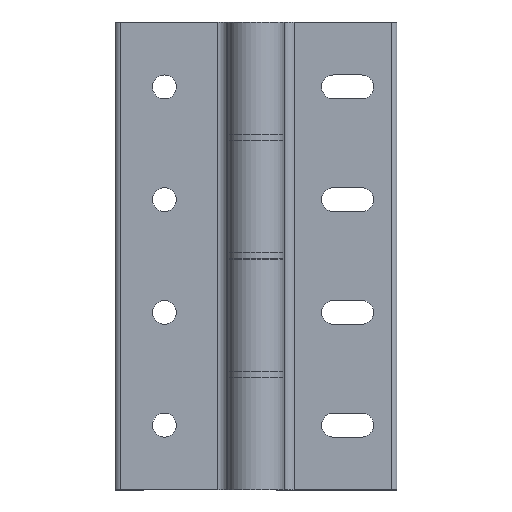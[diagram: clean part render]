
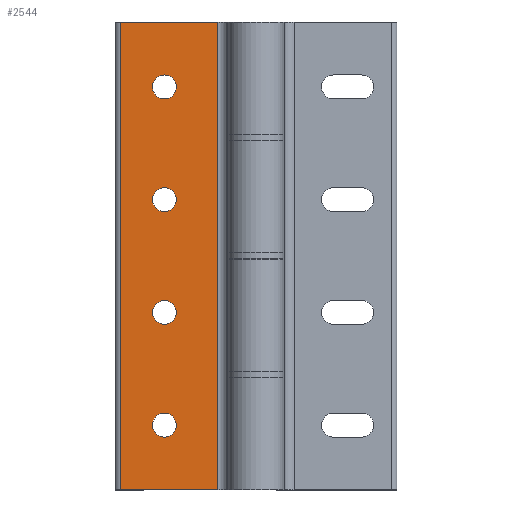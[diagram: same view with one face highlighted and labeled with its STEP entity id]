
A CAD part, top view. The second image highlights one B-rep face of the part: STEP entity #2544.
In plain terms, the highlighted planar face has unit normal (0, 0, 1).
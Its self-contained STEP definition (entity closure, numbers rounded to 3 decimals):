
#1786=CARTESIAN_POINT('',(16.75,-20.0,-6.));
#1787=VERTEX_POINT('',#1786);
#1788=CARTESIAN_POINT('',(12.5,-20.0,-6.));
#1789=DIRECTION('',(0.0,0.0,-1.0));
#1790=DIRECTION('',(-1.0,0.0,0.0));
#1791=AXIS2_PLACEMENT_3D('',#1788,#1789,#1790);
#1792=CIRCLE('',#1791,4.25);
#1793=EDGE_CURVE('',#1787,#1787,#1792,.T.);
#1814=CARTESIAN_POINT('',(16.75,60.0,-6.));
#1815=VERTEX_POINT('',#1814);
#1816=CARTESIAN_POINT('',(12.5,60.0,-6.));
#1817=DIRECTION('',(0.0,0.0,-1.0));
#1818=DIRECTION('',(-1.0,0.0,0.0));
#1819=AXIS2_PLACEMENT_3D('',#1816,#1817,#1818);
#1820=CIRCLE('',#1819,4.25);
#1821=EDGE_CURVE('',#1815,#1815,#1820,.T.);
#1842=CARTESIAN_POINT('',(16.75,20.0,-6.));
#1843=VERTEX_POINT('',#1842);
#1844=CARTESIAN_POINT('',(12.5,20.0,-6.));
#1845=DIRECTION('',(0.0,0.0,-1.0));
#1846=DIRECTION('',(-1.0,0.0,0.0));
#1847=AXIS2_PLACEMENT_3D('',#1844,#1845,#1846);
#1848=CIRCLE('',#1847,4.25);
#1849=EDGE_CURVE('',#1843,#1843,#1848,.T.);
#1870=CARTESIAN_POINT('',(16.75,-60.0,-6.));
#1871=VERTEX_POINT('',#1870);
#1872=CARTESIAN_POINT('',(12.5,-60.0,-6.));
#1873=DIRECTION('',(0.0,0.0,-1.0));
#1874=DIRECTION('',(-1.0,0.0,0.0));
#1875=AXIS2_PLACEMENT_3D('',#1872,#1873,#1874);
#1876=CIRCLE('',#1875,4.25);
#1877=EDGE_CURVE('',#1871,#1871,#1876,.T.);
#2092=CARTESIAN_POINT('',(-6.5,83.,-6.));
#2093=VERTEX_POINT('',#2092);
#2101=CARTESIAN_POINT('',(28.,83.,-6.));
#2102=VERTEX_POINT('',#2101);
#2103=CARTESIAN_POINT('',(28.,83.0,-6.));
#2104=DIRECTION('',(-1.0,0.0,0.0));
#2105=VECTOR('',#2104,34.5);
#2106=LINE('',#2103,#2105);
#2107=EDGE_CURVE('',#2102,#2093,#2106,.T.);
#2490=CARTESIAN_POINT('',(28.,-83.0,-6.));
#2491=VERTEX_POINT('',#2490);
#2492=CARTESIAN_POINT('',(28.,-83.0,-6.));
#2493=DIRECTION('',(0.0,1.0,0.0));
#2494=VECTOR('',#2493,166.);
#2495=LINE('',#2492,#2494);
#2496=EDGE_CURVE('',#2491,#2102,#2495,.T.);
#2509=CARTESIAN_POINT('',(28.,-83.0,-6.));
#2510=DIRECTION('',(0.0,0.0,1.0));
#2511=DIRECTION('',(1.0,0.0,0.0));
#2512=AXIS2_PLACEMENT_3D('',#2509,#2510,#2511);
#2513=PLANE('',#2512);
#2514=ORIENTED_EDGE('',*,*,#2107,.T.);
#2515=CARTESIAN_POINT('',(-6.5,-83.0,-6.));
#2516=VERTEX_POINT('',#2515);
#2517=CARTESIAN_POINT('',(-6.5,-83.0,-6.));
#2518=DIRECTION('',(0.0,1.0,0.0));
#2519=VECTOR('',#2518,166.);
#2520=LINE('',#2517,#2519);
#2521=EDGE_CURVE('',#2516,#2093,#2520,.T.);
#2522=ORIENTED_EDGE('',*,*,#2521,.F.);
#2523=CARTESIAN_POINT('',(28.,-83.0,-6.));
#2524=DIRECTION('',(-1.0,0.0,0.0));
#2525=VECTOR('',#2524,34.5);
#2526=LINE('',#2523,#2525);
#2527=EDGE_CURVE('',#2491,#2516,#2526,.T.);
#2528=ORIENTED_EDGE('',*,*,#2527,.F.);
#2529=ORIENTED_EDGE('',*,*,#2496,.T.);
#2530=EDGE_LOOP('',(#2514,#2522,#2528,#2529));
#2531=FACE_OUTER_BOUND('',#2530,.T.);
#2532=ORIENTED_EDGE('',*,*,#1793,.T.);
#2533=EDGE_LOOP('',(#2532));
#2534=FACE_BOUND('',#2533,.T.);
#2535=ORIENTED_EDGE('',*,*,#1821,.T.);
#2536=EDGE_LOOP('',(#2535));
#2537=FACE_BOUND('',#2536,.T.);
#2538=ORIENTED_EDGE('',*,*,#1849,.T.);
#2539=EDGE_LOOP('',(#2538));
#2540=FACE_BOUND('',#2539,.T.);
#2541=ORIENTED_EDGE('',*,*,#1877,.T.);
#2542=EDGE_LOOP('',(#2541));
#2543=FACE_BOUND('',#2542,.T.);
#2544=ADVANCED_FACE('',(#2531,#2534,#2537,#2540,#2543),#2513,.T.);
